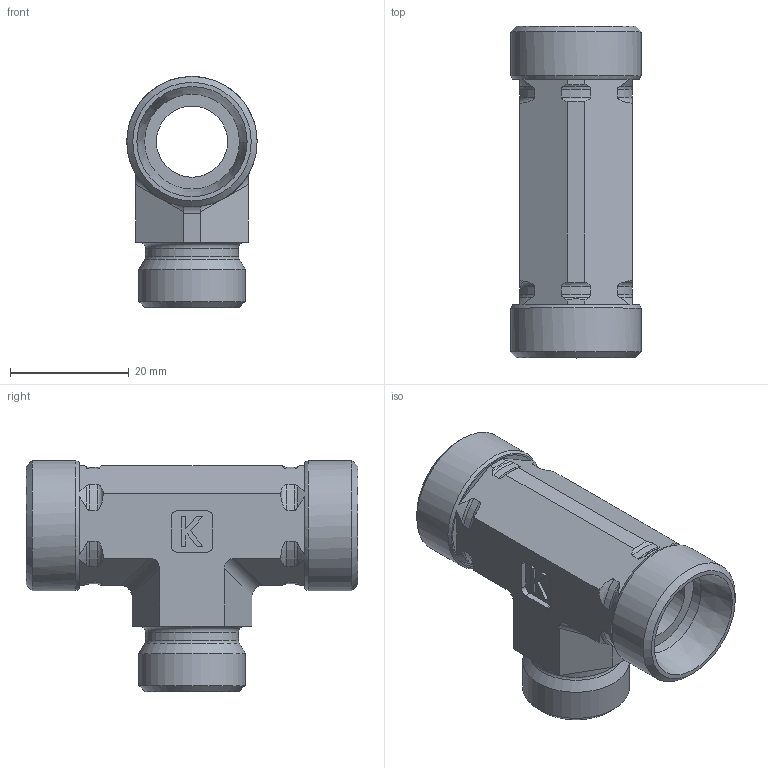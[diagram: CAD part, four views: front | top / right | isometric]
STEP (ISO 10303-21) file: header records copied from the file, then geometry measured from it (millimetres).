
FILE_DESCRIPTION((''),'2;1');
FILE_NAME('375161612.stp','2014-08-13T15:57:36',(''),('KNOMI spol. s r. o.'),'Autodesk Inventor 2012','Autodesk Inventor 2012','');
FILE_SCHEMA(('AUTOMOTIVE_DESIGN { 1 2 10303 214 0 1 1 1 }'));
Length unit declared in the file: millimetre
Products named in the file (1): TS2 Js13/12L M22/M22/M18 Tr16/12
Bounding box: 22 x 56 x 39 mm (x, y, z)
Volume: 13372 mm3; surface area: 8310.6 mm2
Topology: 1 solids, 1 shells, 140 faces, 393 edges, 261 vertices
Faces by surface type: plane 62, torus 34, cylinder 31, cone 13
Full cylindrical faces by diameter (mm): 10 x1, 12 x2, 15.7 x1, 16 x2, 18 x1, 22 x2
Entity records: 4694 total; most frequent: CARTESIAN_POINT 1307, ORIENTED_EDGE 726, DIRECTION 656, EDGE_CURVE 363, VERTEX_POINT 251, AXIS2_PLACEMENT_3D 250, EDGE_LOOP 170, VECTOR 156
